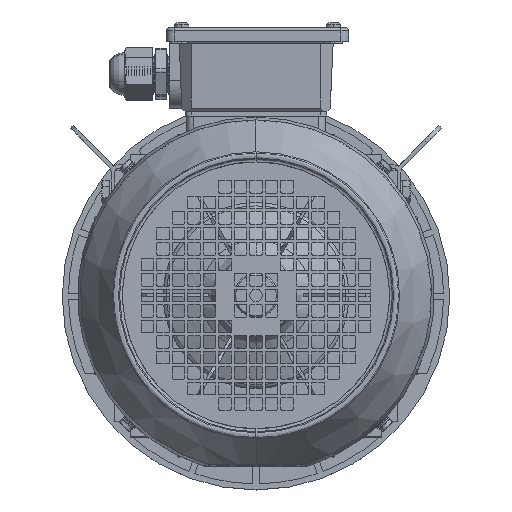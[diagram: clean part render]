
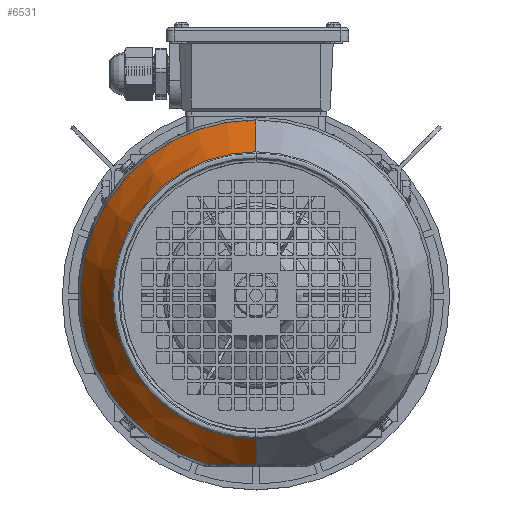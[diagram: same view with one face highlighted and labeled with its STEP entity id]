
A CAD part, top view. The second image highlights one B-rep face of the part: STEP entity #6531.
In plain terms, the highlighted conical face has half-angle 30 degrees and reference radius 113.258 mm.
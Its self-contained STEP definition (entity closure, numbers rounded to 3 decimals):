
#431 = DIRECTION ( 'NONE',  ( 0., -0.5, -0.866 ) ) ;
#771 = LINE ( 'NONE', #100404, #96195 ) ;
#993 = VERTEX_POINT ( 'NONE', #100212 ) ;
#5509 = CARTESIAN_POINT ( 'NONE',  ( -10.884, -127.079, 377.729 ) ) ;
#6531 = ADVANCED_FACE ( 'NONE', ( #146031 ), #95676, .T. ) ;
#7029 = CARTESIAN_POINT ( 'NONE',  ( -29.386, -127.018, 375.143 ) ) ;
#8414 = EDGE_CURVE ( 'NONE', #44855, #55557, #32300, .T. ) ;
#17115 = CARTESIAN_POINT ( 'NONE',  ( -21.865, -127.059, 376.814 ) ) ;
#17525 = EDGE_CURVE ( 'NONE', #124767, #993, #771, .T. ) ;
#17978 = EDGE_CURVE ( 'NONE', #993, #31840, #135714, .T. ) ;
#18608 = CARTESIAN_POINT ( 'NONE',  ( -26.369, -127.036, 375.912 ) ) ;
#19093 = CARTESIAN_POINT ( 'NONE',  ( -18.976, -127.069, 377.228 ) ) ;
#26854 = VECTOR ( 'NONE', #431, 1000. ) ;
#28960 = DIRECTION ( 'NONE',  ( 0., -1., 0. ) ) ;
#29699 = CARTESIAN_POINT ( 'NONE',  ( -27.4, -127.031, 375.665 ) ) ;
#30194 = CARTESIAN_POINT ( 'NONE',  ( -28.469, -127.024, 375.394 ) ) ;
#31840 = VERTEX_POINT ( 'NONE', #74498 ) ;
#32187 = CARTESIAN_POINT ( 'NONE',  ( -10.884, -17.749, 406.709 ) ) ;
#32300 = LINE ( 'NONE', #138723, #26854 ) ;
#34144 = DIRECTION ( 'NONE',  ( 0., -1., 0. ) ) ;
#34557 = DIRECTION ( 'NONE',  ( 0., -1., 0. ) ) ;
#40170 = CARTESIAN_POINT ( 'NONE',  ( -12.171, -127.079, 377.719 ) ) ;
#41163 = CARTESIAN_POINT ( 'NONE',  ( -18.817, -127.07, 377.247 ) ) ;
#41653 = CARTESIAN_POINT ( 'NONE',  ( -11.526, -127.079, 377.729 ) ) ;
#43988 = ORIENTED_EDGE ( 'NONE', *, *, #148774, .T. ) ;
#44174 = AXIS2_PLACEMENT_3D ( 'NONE', #32187, #55764, #34144 ) ;
#44855 = VERTEX_POINT ( 'NONE', #119688 ) ;
#47464 = EDGE_CURVE ( 'NONE', #44855, #124767, #144322, .T. ) ;
#50159 = ORIENTED_EDGE ( 'NONE', *, *, #8414, .F. ) ;
#53558 = DIRECTION ( 'NONE',  ( 0., 0.5, -0.866 ) ) ;
#53733 = CARTESIAN_POINT ( 'NONE',  ( -38.561, -126.947, 372.02 ) ) ;
#53866 = ORIENTED_EDGE ( 'NONE', *, *, #47464, .T. ) ;
#54850 = ORIENTED_EDGE ( 'NONE', *, *, #17978, .T. ) ;
#55557 = VERTEX_POINT ( 'NONE', #106167 ) ;
#55764 = DIRECTION ( 'NONE',  ( 0., 0., -1. ) ) ;
#63349 = CARTESIAN_POINT ( 'NONE',  ( -14.107, -127.078, 377.652 ) ) ;
#63625 = CARTESIAN_POINT ( 'NONE',  ( -10.884, -17.749, 370.925 ) ) ;
#63864 = CARTESIAN_POINT ( 'NONE',  ( -19.78, -127.067, 377.126 ) ) ;
#64852 = CARTESIAN_POINT ( 'NONE',  ( -41.025, -126.923, 370.925 ) ) ;
#65352 = CARTESIAN_POINT ( 'NONE',  ( -25.058, -127.044, 376.218 ) ) ;
#74498 = CARTESIAN_POINT ( 'NONE',  ( -41.025, -126.923, 370.925 ) ) ;
#74550 = AXIS2_PLACEMENT_3D ( 'NONE', #63625, #97860, #28960 ) ;
#75924 = CARTESIAN_POINT ( 'NONE',  ( -23.783, -127.05, 376.478 ) ) ;
#76427 = CARTESIAN_POINT ( 'NONE',  ( -26.865, -127.034, 375.795 ) ) ;
#86502 = CARTESIAN_POINT ( 'NONE',  ( -19.298, -127.068, 377.188 ) ) ;
#87010 = CARTESIAN_POINT ( 'NONE',  ( -31.219, -127.006, 374.617 ) ) ;
#95676 = CONICAL_SURFACE ( 'NONE', #74550, 113.258, 0.524 ) ;
#96195 = VECTOR ( 'NONE', #53558, 1000. ) ;
#97629 = EDGE_LOOP ( 'NONE', ( #53866, #135061, #54850, #43988, #50159 ) ) ;
#97860 = DIRECTION ( 'NONE',  ( 0., 0., -1. ) ) ;
#98845 = AXIS2_PLACEMENT_3D ( 'NONE', #102027, #103490, #34557 ) ;
#99087 = CARTESIAN_POINT ( 'NONE',  ( -26.597, -127.035, 375.859 ) ) ;
#100212 = CARTESIAN_POINT ( 'NONE',  ( -10.884, 95.509, 370.925 ) ) ;
#100404 = CARTESIAN_POINT ( 'NONE',  ( -10.884, 95.509, 370.925 ) ) ;
#102027 = CARTESIAN_POINT ( 'NONE',  ( -10.884, -17.749, 370.925 ) ) ;
#103490 = DIRECTION ( 'NONE',  ( 0., 0., 1. ) ) ;
#106167 = CARTESIAN_POINT ( 'NONE',  ( -10.884, -127.079, 377.729 ) ) ;
#109136 = CARTESIAN_POINT ( 'NONE',  ( -32.441, -126.997, 374.234 ) ) ;
#110164 = CARTESIAN_POINT ( 'NONE',  ( -26.483, -127.036, 375.886 ) ) ;
#110658 = CARTESIAN_POINT ( 'NONE',  ( -36.11, -126.969, 372.984 ) ) ;
#114772 = B_SPLINE_CURVE_WITH_KNOTS ( 'NONE', 3,
 ( #64852, #53733, #110658, #109136, #87010, #7029, #30194, #29699, #76427, #99087, #110164, #132785, #18608, #65352, #75924, #17115, #145833, #63864, #86502, #19093, #41163, #133293, #144337, #63349, #121700, #40170, #41653, #5509 ),
 .UNSPECIFIED., .F., .F.,
 ( 4, 2, 2, 1, 1, 1, 1, 2, 2, 2, 1, 1, 2, 2, 2, 2, 4 ),
 ( 0., 0.125, 0.188, 0.219, 0.235, 0.242, 0.246, 0.248, 0.25, 0.313, 0.344, 0.36, 0.367, 0.375, 0.438, 0.469, 0.5 ),
 .UNSPECIFIED. ) ;
#118895 = CARTESIAN_POINT ( 'NONE',  ( -10.884, 74.849, 406.709 ) ) ;
#119688 = CARTESIAN_POINT ( 'NONE',  ( -10.884, -110.347, 406.709 ) ) ;
#121700 = CARTESIAN_POINT ( 'NONE',  ( -13.461, -127.079, 377.681 ) ) ;
#124767 = VERTEX_POINT ( 'NONE', #118895 ) ;
#132785 = CARTESIAN_POINT ( 'NONE',  ( -26.406, -127.036, 375.904 ) ) ;
#133293 = CARTESIAN_POINT ( 'NONE',  ( -17.348, -127.074, 377.421 ) ) ;
#135061 = ORIENTED_EDGE ( 'NONE', *, *, #17525, .T. ) ;
#135714 = CIRCLE ( 'NONE', #98845, 113.258 ) ;
#138723 = CARTESIAN_POINT ( 'NONE',  ( -10.884, -131.007, 370.925 ) ) ;
#144322 = CIRCLE ( 'NONE', #44174, 92.598 ) ;
#144337 = CARTESIAN_POINT ( 'NONE',  ( -16.048, -127.076, 377.536 ) ) ;
#145833 = CARTESIAN_POINT ( 'NONE',  ( -20.904, -127.063, 376.969 ) ) ;
#146031 = FACE_OUTER_BOUND ( 'NONE', #97629, .T. ) ;
#148774 = EDGE_CURVE ( 'NONE', #31840, #55557, #114772, .T. ) ;
